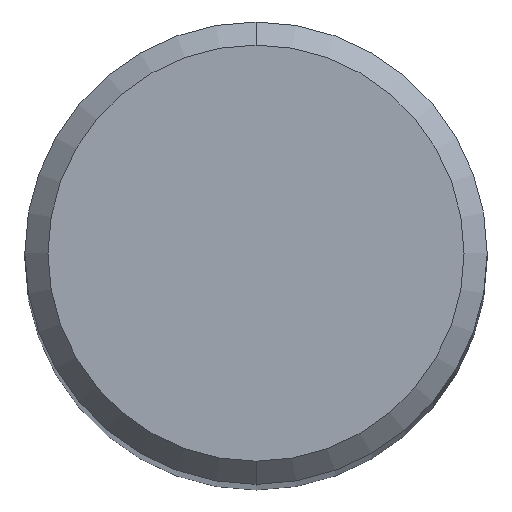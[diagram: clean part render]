
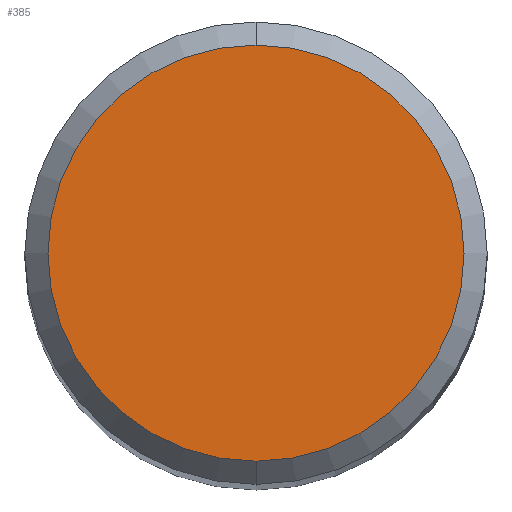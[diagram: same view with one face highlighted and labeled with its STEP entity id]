
A CAD part, top view. The second image highlights one B-rep face of the part: STEP entity #385.
In plain terms, the highlighted planar face has unit normal (0, 0, 1).
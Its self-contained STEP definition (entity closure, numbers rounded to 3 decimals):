
#233=VERTEX_POINT('',#548);
#267=EDGE_CURVE('',#233,#331,#584,.T.);
#331=VERTEX_POINT('',#657);
#359=EDGE_CURVE('',#331,#233,#688,.T.);
#385=ADVANCED_FACE('',(#716),#717,.T.);
#548=CARTESIAN_POINT('',(0.,-3.6,0.0));
#584=CIRCLE('',#1010,3.6);
#657=CARTESIAN_POINT('',(0.0,3.6,0.0));
#688=CIRCLE('',#1250,3.6);
#716=FACE_OUTER_BOUND('',#1298,.T.);
#717=PLANE('',#1299);
#1010=AXIS2_PLACEMENT_3D('',#1562,#1563,#1564);
#1250=AXIS2_PLACEMENT_3D('',#1705,#1706,#1707);
#1298=EDGE_LOOP('',(#1740,#1741));
#1299=AXIS2_PLACEMENT_3D('',#1742,#1743,#1744);
#1562=CARTESIAN_POINT('',(0.0,0.0,0.0));
#1563=DIRECTION('',(0.0,0.0,-1.0));
#1564=DIRECTION('',(0.0,1.0,0.0));
#1705=CARTESIAN_POINT('',(0.0,0.0,0.0));
#1706=DIRECTION('',(0.0,0.0,-1.0));
#1707=DIRECTION('',(0.0,1.0,0.0));
#1740=ORIENTED_EDGE('',*,*,#359,.F.);
#1741=ORIENTED_EDGE('',*,*,#267,.F.);
#1742=CARTESIAN_POINT('',(0.0,1.8,0.0));
#1743=DIRECTION('',(-0.0,0.0,1.0));
#1744=DIRECTION('',(0.0,-1.0,0.0));
